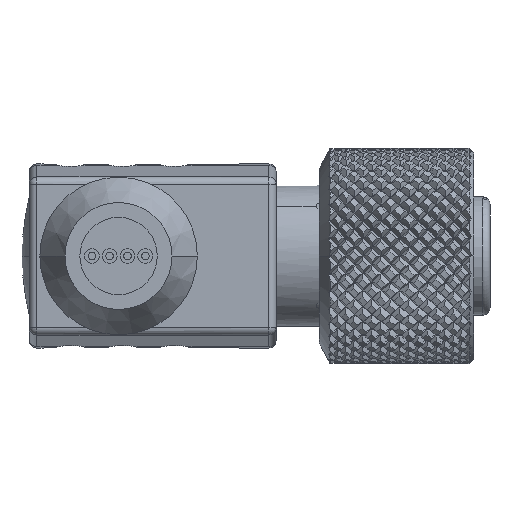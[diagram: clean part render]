
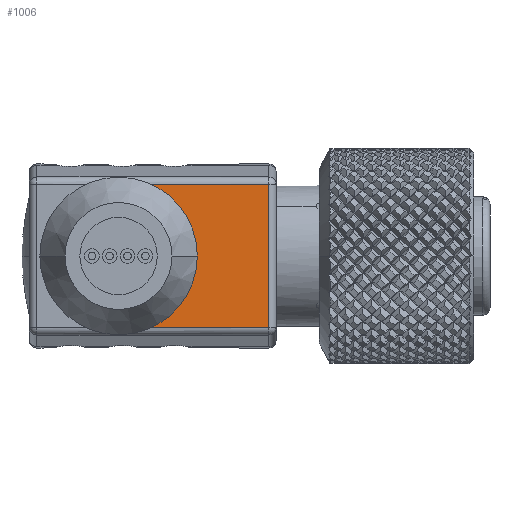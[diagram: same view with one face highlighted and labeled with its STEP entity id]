
A CAD part, left-side view. The second image highlights one B-rep face of the part: STEP entity #1006.
In plain terms, the highlighted planar face has unit normal (-1, 0, 0).
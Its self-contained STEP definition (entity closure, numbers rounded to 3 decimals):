
#7=CARTESIAN_POINT('',(19.1,0.,0.));
#8=DIRECTION('',(1.,0.,0.));
#9=DIRECTION('',(0.,-0.393,0.919));
#10=AXIS2_PLACEMENT_3D('',#7,#8,#9);
#12=DIRECTION('',(0.,0.,1.));
#13=VECTOR('',#12,9.653);
#14=CARTESIAN_POINT('',(19.1,-10.1,-4.827));
#15=LINE('',#14,#13);
#16=DIRECTION('',(0.,-1.,0.));
#17=VECTOR('',#16,8.034);
#18=CARTESIAN_POINT('',(19.1,-2.066,-4.827));
#19=LINE('',#18,#17);
#20=DIRECTION('',(0.,1.,0.));
#21=VECTOR('',#20,8.034);
#22=CARTESIAN_POINT('',(19.1,-10.1,4.827));
#23=LINE('',#22,#21);
#705=CARTESIAN_POINT('',(19.1,0.,0.));
#706=DIRECTION('',(1.,0.,0.));
#707=DIRECTION('',(0.,-1.,0.));
#708=AXIS2_PLACEMENT_3D('',#705,#706,#707);
#844=CARTESIAN_POINT('',(19.1,-5.25,0.));
#845=VERTEX_POINT('',#844);
#926=CARTESIAN_POINT('',(19.1,-10.1,-4.827));
#927=CARTESIAN_POINT('',(19.1,-10.1,4.827));
#928=VERTEX_POINT('',#926);
#929=VERTEX_POINT('',#927);
#938=CARTESIAN_POINT('',(19.1,-2.066,-4.827));
#939=VERTEX_POINT('',#938);
#960=CARTESIAN_POINT('',(19.1,-2.066,4.827));
#961=VERTEX_POINT('',#960);
#990=CARTESIAN_POINT('',(19.1,0.,0.));
#991=DIRECTION('',(1.,0.,0.));
#992=DIRECTION('',(0.,0.,-1.));
#993=AXIS2_PLACEMENT_3D('',#990,#991,#992);
#994=PLANE('',#993);
#996=ORIENTED_EDGE('',*,*,#995,.F.);
#998=ORIENTED_EDGE('',*,*,#997,.F.);
#1000=ORIENTED_EDGE('',*,*,#999,.F.);
#1001=ORIENTED_EDGE('',*,*,#979,.F.);
#1003=ORIENTED_EDGE('',*,*,#1002,.F.);
#1004=EDGE_LOOP('',(#996,#998,#1000,#1001,#1003));
#1005=FACE_OUTER_BOUND('',#1004,.F.);
#1006=ADVANCED_FACE('',(#1005),#994,.F.);
#11=CIRCLE('',#10,5.25);
#709=CIRCLE('',#708,5.25);
#979=EDGE_CURVE('',#961,#845,#11,.T.);
#995=EDGE_CURVE('',#928,#929,#15,.T.);
#997=EDGE_CURVE('',#939,#928,#19,.T.);
#999=EDGE_CURVE('',#845,#939,#709,.T.);
#1002=EDGE_CURVE('',#929,#961,#23,.T.);
